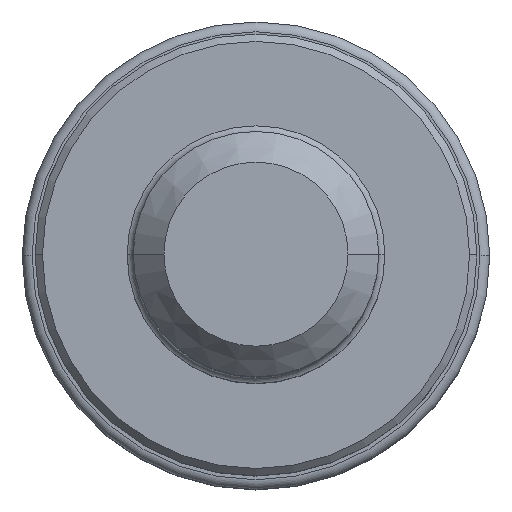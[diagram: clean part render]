
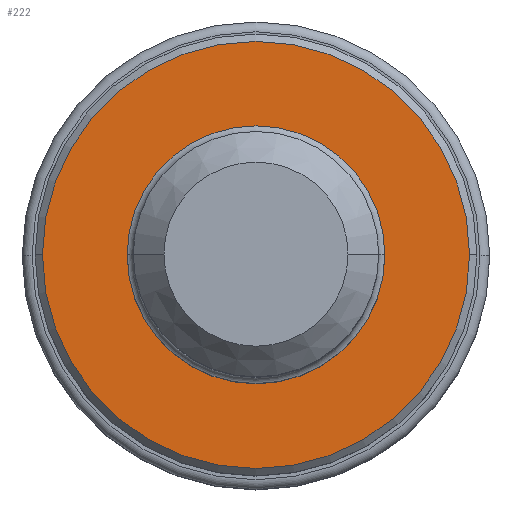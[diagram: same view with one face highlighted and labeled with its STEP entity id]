
A CAD part, top view. The second image highlights one B-rep face of the part: STEP entity #222.
In plain terms, the highlighted planar face has unit normal (0, 0, 1).
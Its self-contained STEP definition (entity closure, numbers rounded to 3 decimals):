
#65=PLANE('',#2337);
#73=FACE_BOUND('',#561,.T.);
#74=FACE_BOUND('',#562,.T.);
#222=ADVANCED_FACE('',(#73,#74),#65,.F.);
#561=EDGE_LOOP('',(#1026,#1027));
#562=EDGE_LOOP('',(#1028,#1029));
#1026=ORIENTED_EDGE('',*,*,#1472,.F.);
#1027=ORIENTED_EDGE('',*,*,#1469,.F.);
#1028=ORIENTED_EDGE('',*,*,#1473,.F.);
#1029=ORIENTED_EDGE('',*,*,#1474,.F.);
#1227=VERTEX_POINT('',#4472);
#1228=VERTEX_POINT('',#4473);
#1229=VERTEX_POINT('',#4480);
#1230=VERTEX_POINT('',#4481);
#1469=EDGE_CURVE('',#1227,#1228,#1784,.T.);
#1472=EDGE_CURVE('',#1228,#1227,#1785,.T.);
#1473=EDGE_CURVE('',#1229,#1230,#1786,.T.);
#1474=EDGE_CURVE('',#1230,#1229,#1787,.T.);
#1784=CIRCLE('',#2331,8.7);
#1785=CIRCLE('',#2333,8.7);
#1786=CIRCLE('',#2335,5.25);
#1787=CIRCLE('',#2336,5.25);
#2331=AXIS2_PLACEMENT_3D('',#4471,#2871,#2872);
#2333=AXIS2_PLACEMENT_3D('',#4477,#2877,#2878);
#2335=AXIS2_PLACEMENT_3D('',#4479,#2881,#2882);
#2336=AXIS2_PLACEMENT_3D('',#4482,#2883,#2884);
#2337=AXIS2_PLACEMENT_3D('',#4483,#2885,#2886);
#2871=DIRECTION('',(0.,0.,-1.));
#2872=DIRECTION('',(1.,0.,0.));
#2877=DIRECTION('',(0.,0.,-1.));
#2878=DIRECTION('',(-1.,0.,0.));
#2881=DIRECTION('',(0.,0.,1.));
#2882=DIRECTION('',(-1.,0.,0.));
#2883=DIRECTION('',(0.,0.,1.));
#2884=DIRECTION('',(1.,0.,0.));
#2885=DIRECTION('',(0.,0.,-1.));
#2886=DIRECTION('',(1.,0.,0.));
#4471=CARTESIAN_POINT('',(0.,0.,0.));
#4472=CARTESIAN_POINT('',(8.7,0.,0.));
#4473=CARTESIAN_POINT('',(-8.7,0.,0.));
#4477=CARTESIAN_POINT('',(0.,0.,0.));
#4479=CARTESIAN_POINT('',(0.,0.,0.));
#4480=CARTESIAN_POINT('',(-5.25,0.,0.));
#4481=CARTESIAN_POINT('',(5.25,0.,0.));
#4482=CARTESIAN_POINT('',(0.,0.,0.));
#4483=CARTESIAN_POINT('',(0.,0.,0.));
